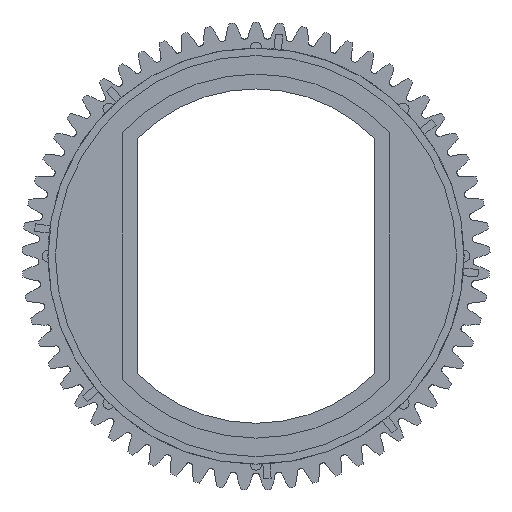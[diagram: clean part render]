
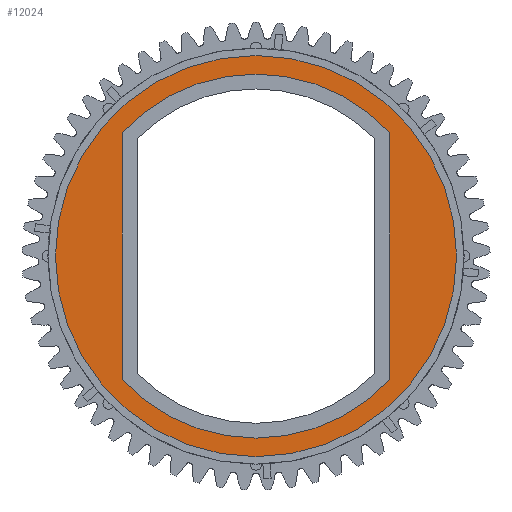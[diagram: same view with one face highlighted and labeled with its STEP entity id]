
A CAD part, left-side view. The second image highlights one B-rep face of the part: STEP entity #12024.
In plain terms, the highlighted planar face has unit normal (1, 0, 0).
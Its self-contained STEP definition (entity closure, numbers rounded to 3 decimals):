
#241 = DIRECTION ( 'NONE',  ( 0., 0., -1. ) ) ;
#258 = CARTESIAN_POINT ( 'NONE',  ( 4., 0., -27. ) ) ;
#295 = CARTESIAN_POINT ( 'NONE',  ( 4., 0., 0. ) ) ;
#565 = AXIS2_PLACEMENT_3D ( 'NONE', #24793, #12523, #241 ) ;
#1002 = LINE ( 'NONE', #18836, #20922 ) ;
#1154 = CARTESIAN_POINT ( 'NONE',  ( 4., 18., -16.621 ) ) ;
#3238 = CIRCLE ( 'NONE', #4000, 24.5 ) ;
#3304 = EDGE_CURVE ( 'NONE', #16940, #3709, #14766, .T. ) ;
#3709 = VERTEX_POINT ( 'NONE', #13093 ) ;
#3801 = AXIS2_PLACEMENT_3D ( 'NONE', #5978, #18028, #9692 ) ;
#4000 = AXIS2_PLACEMENT_3D ( 'NONE', #9501, #9407, #23742 ) ;
#4807 = CARTESIAN_POINT ( 'NONE',  ( 4., 0., 0. ) ) ;
#4986 = CIRCLE ( 'NONE', #3801, 24.5 ) ;
#5978 = CARTESIAN_POINT ( 'NONE',  ( 4., 0., 0. ) ) ;
#6250 = CARTESIAN_POINT ( 'NONE',  ( 4., -18., 16.621 ) ) ;
#6507 = ORIENTED_EDGE ( 'NONE', *, *, #25576, .F. ) ;
#6691 = DIRECTION ( 'NONE',  ( 0., 0., 1. ) ) ;
#8177 = ORIENTED_EDGE ( 'NONE', *, *, #9687, .T. ) ;
#8332 = DIRECTION ( 'NONE',  ( 0., 0., -1. ) ) ;
#9407 = DIRECTION ( 'NONE',  ( -1., 0., 0. ) ) ;
#9434 = FACE_BOUND ( 'NONE', #12847, .T. ) ;
#9501 = CARTESIAN_POINT ( 'NONE',  ( 4., 0., 0. ) ) ;
#9687 = EDGE_CURVE ( 'NONE', #23866, #22263, #4986, .T. ) ;
#9692 = DIRECTION ( 'NONE',  ( 0., 0., 1. ) ) ;
#10738 = PLANE ( 'NONE',  #565 ) ;
#11420 = ORIENTED_EDGE ( 'NONE', *, *, #3304, .F. ) ;
#11502 = CARTESIAN_POINT ( 'NONE',  ( 4., 0., 24.5 ) ) ;
#11706 = VERTEX_POINT ( 'NONE', #1154 ) ;
#12024 = ADVANCED_FACE ( 'NONE', ( #9434, #16135 ), #10738, .T. ) ;
#12523 = DIRECTION ( 'NONE',  ( 1., 0., 0. ) ) ;
#12847 = EDGE_LOOP ( 'NONE', ( #20079, #20382, #14692, #8177, #21253 ) ) ;
#13093 = CARTESIAN_POINT ( 'NONE',  ( 4., 0., 27. ) ) ;
#13849 = EDGE_LOOP ( 'NONE', ( #6507, #11420 ) ) ;
#14487 = LINE ( 'NONE', #19217, #22840 ) ;
#14692 = ORIENTED_EDGE ( 'NONE', *, *, #15914, .T. ) ;
#14766 = CIRCLE ( 'NONE', #24732, 27. ) ;
#15800 = EDGE_CURVE ( 'NONE', #11706, #20248, #17718, .T. ) ;
#15914 = EDGE_CURVE ( 'NONE', #20248, #23866, #14487, .T. ) ;
#15957 = VERTEX_POINT ( 'NONE', #17225 ) ;
#16094 = EDGE_CURVE ( 'NONE', #22263, #15957, #3238, .T. ) ;
#16135 = FACE_OUTER_BOUND ( 'NONE', #13849, .T. ) ;
#16480 = CARTESIAN_POINT ( 'NONE',  ( 4., 0., 0. ) ) ;
#16940 = VERTEX_POINT ( 'NONE', #258 ) ;
#17225 = CARTESIAN_POINT ( 'NONE',  ( 4., 18., 16.621 ) ) ;
#17718 = CIRCLE ( 'NONE', #26090, 24.5 ) ;
#18028 = DIRECTION ( 'NONE',  ( -1., 0., 0. ) ) ;
#18572 = DIRECTION ( 'NONE',  ( -1., 0., 0. ) ) ;
#18691 = DIRECTION ( 'NONE',  ( -1., 0., 0. ) ) ;
#18836 = CARTESIAN_POINT ( 'NONE',  ( 4., 18., 0. ) ) ;
#19217 = CARTESIAN_POINT ( 'NONE',  ( 4., -18., 0. ) ) ;
#19390 = DIRECTION ( 'NONE',  ( 0., 0., 1. ) ) ;
#19680 = CARTESIAN_POINT ( 'NONE',  ( 4., -18., -16.621 ) ) ;
#20079 = ORIENTED_EDGE ( 'NONE', *, *, #26375, .T. ) ;
#20248 = VERTEX_POINT ( 'NONE', #19680 ) ;
#20382 = ORIENTED_EDGE ( 'NONE', *, *, #15800, .T. ) ;
#20780 = DIRECTION ( 'NONE',  ( 0., 0., 1. ) ) ;
#20922 = VECTOR ( 'NONE', #8332, 1000. ) ;
#21253 = ORIENTED_EDGE ( 'NONE', *, *, #16094, .T. ) ;
#21649 = AXIS2_PLACEMENT_3D ( 'NONE', #4807, #25316, #6691 ) ;
#21967 = CIRCLE ( 'NONE', #21649, 27. ) ;
#22263 = VERTEX_POINT ( 'NONE', #11502 ) ;
#22840 = VECTOR ( 'NONE', #19390, 1000. ) ;
#23742 = DIRECTION ( 'NONE',  ( 0., 0., 1. ) ) ;
#23866 = VERTEX_POINT ( 'NONE', #6250 ) ;
#24732 = AXIS2_PLACEMENT_3D ( 'NONE', #295, #18691, #20780 ) ;
#24793 = CARTESIAN_POINT ( 'NONE',  ( 4., 0., 0. ) ) ;
#25080 = DIRECTION ( 'NONE',  ( 0., 0., 1. ) ) ;
#25316 = DIRECTION ( 'NONE',  ( -1., 0., 0. ) ) ;
#25576 = EDGE_CURVE ( 'NONE', #3709, #16940, #21967, .T. ) ;
#26090 = AXIS2_PLACEMENT_3D ( 'NONE', #16480, #18572, #25080 ) ;
#26375 = EDGE_CURVE ( 'NONE', #15957, #11706, #1002, .T. ) ;
